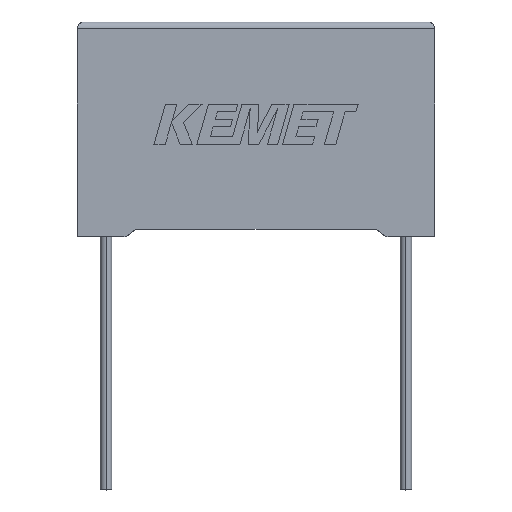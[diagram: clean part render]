
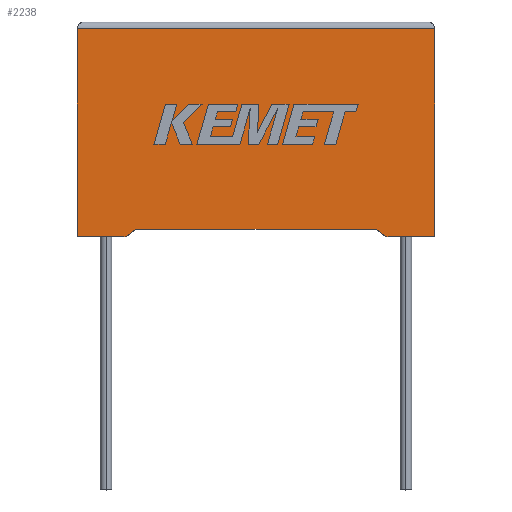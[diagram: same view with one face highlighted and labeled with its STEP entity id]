
A CAD part, top view. The second image highlights one B-rep face of the part: STEP entity #2238.
In plain terms, the highlighted planar face has unit normal (0, 0, 1).
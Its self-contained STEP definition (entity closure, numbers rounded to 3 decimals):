
#13 = VERTEX_POINT ( 'NONE', #1564 ) ;
#17 = VERTEX_POINT ( 'NONE', #3031 ) ;
#24 = LINE ( 'NONE', #959, #812 ) ;
#63 = ORIENTED_EDGE ( 'NONE', *, *, #1558, .F. ) ;
#101 = ORIENTED_EDGE ( 'NONE', *, *, #651, .T. ) ;
#214 = CARTESIAN_POINT ( 'NONE',  ( 26.8, 15.6, 7.2 ) ) ;
#247 = CARTESIAN_POINT ( 'NONE',  ( 4.394, 0.555, 7.2 ) ) ;
#296 = LINE ( 'NONE', #1703, #2492 ) ;
#321 = LINE ( 'NONE', #1733, #2396 ) ;
#322 = DIRECTION ( 'NONE',  ( -1., 0., 0. ) ) ;
#354 = DIRECTION ( 'NONE',  ( 1., 0., 0. ) ) ;
#417 = ORIENTED_EDGE ( 'NONE', *, *, #905, .T. ) ;
#566 = CARTESIAN_POINT ( 'NONE',  ( 23.15, 0., 7.2 ) ) ;
#591 = PLANE ( 'NONE',  #1065 ) ;
#648 = LINE ( 'NONE', #852, #3051 ) ;
#651 = EDGE_CURVE ( 'NONE', #13, #733, #795, .T. ) ;
#733 = VERTEX_POINT ( 'NONE', #1650 ) ;
#768 = DIRECTION ( 'NONE',  ( 0.802, -0.598, 0. ) ) ;
#795 = LINE ( 'NONE', #566, #2899 ) ;
#809 = DIRECTION ( 'NONE',  ( -1., 0., 0. ) ) ;
#812 = VECTOR ( 'NONE', #1953, 1000. ) ;
#814 = EDGE_CURVE ( 'NONE', #1845, #1620, #24, .T. ) ;
#852 = CARTESIAN_POINT ( 'NONE',  ( 3.65, 0., 7.2 ) ) ;
#905 = EDGE_CURVE ( 'NONE', #1620, #17, #2030, .T. ) ;
#959 = CARTESIAN_POINT ( 'NONE',  ( 0., 15.6, 7.2 ) ) ;
#1065 = AXIS2_PLACEMENT_3D ( 'NONE', #1517, #2944, #322 ) ;
#1222 = CARTESIAN_POINT ( 'NONE',  ( 26.8, 0., 7.2 ) ) ;
#1231 = DIRECTION ( 'NONE',  ( 1., 0., 0. ) ) ;
#1320 = VERTEX_POINT ( 'NONE', #1739 ) ;
#1328 = DIRECTION ( 'NONE',  ( 0., -1., 0. ) ) ;
#1343 = EDGE_CURVE ( 'NONE', #733, #2071, #321, .T. ) ;
#1459 = DIRECTION ( 'NONE',  ( 0., 1., 0. ) ) ;
#1517 = CARTESIAN_POINT ( 'NONE',  ( 0., 0., 7.2 ) ) ;
#1524 = ORIENTED_EDGE ( 'NONE', *, *, #1343, .T. ) ;
#1530 = FACE_OUTER_BOUND ( 'NONE', #3044, .T. ) ;
#1558 = EDGE_CURVE ( 'NONE', #13, #3004, #1907, .T. ) ;
#1564 = CARTESIAN_POINT ( 'NONE',  ( 22.406, 0.555, 7.2 ) ) ;
#1602 = EDGE_CURVE ( 'NONE', #17, #1320, #296, .T. ) ;
#1620 = VERTEX_POINT ( 'NONE', #3016 ) ;
#1637 = EDGE_CURVE ( 'NONE', #3004, #1320, #648, .T. ) ;
#1650 = CARTESIAN_POINT ( 'NONE',  ( 23.15, 0., 7.2 ) ) ;
#1703 = CARTESIAN_POINT ( 'NONE',  ( 0., 0., 7.2 ) ) ;
#1733 = CARTESIAN_POINT ( 'NONE',  ( 0., 0., 7.2 ) ) ;
#1739 = CARTESIAN_POINT ( 'NONE',  ( 3.65, 0., 7.2 ) ) ;
#1803 = ORIENTED_EDGE ( 'NONE', *, *, #1637, .F. ) ;
#1845 = VERTEX_POINT ( 'NONE', #214 ) ;
#1907 = LINE ( 'NONE', #2201, #2807 ) ;
#1947 = VECTOR ( 'NONE', #1459, 1000. ) ;
#1953 = DIRECTION ( 'NONE',  ( -1., 0., 0. ) ) ;
#2030 = LINE ( 'NONE', #2257, #3045 ) ;
#2038 = ORIENTED_EDGE ( 'NONE', *, *, #1602, .T. ) ;
#2071 = VERTEX_POINT ( 'NONE', #2178 ) ;
#2080 = EDGE_CURVE ( 'NONE', #2071, #1845, #2827, .T. ) ;
#2178 = CARTESIAN_POINT ( 'NONE',  ( 26.8, 0., 7.2 ) ) ;
#2201 = CARTESIAN_POINT ( 'NONE',  ( 13.4, 0.555, 7.2 ) ) ;
#2238 = ADVANCED_FACE ( 'NONE', ( #1530 ), #591, .F. ) ;
#2257 = CARTESIAN_POINT ( 'NONE',  ( 0., 0., 7.2 ) ) ;
#2396 = VECTOR ( 'NONE', #354, 1000. ) ;
#2428 = ORIENTED_EDGE ( 'NONE', *, *, #2080, .T. ) ;
#2492 = VECTOR ( 'NONE', #1231, 1000. ) ;
#2561 = ORIENTED_EDGE ( 'NONE', *, *, #814, .T. ) ;
#2807 = VECTOR ( 'NONE', #809, 1000. ) ;
#2827 = LINE ( 'NONE', #1222, #1947 ) ;
#2899 = VECTOR ( 'NONE', #768, 1000. ) ;
#2944 = DIRECTION ( 'NONE',  ( 0., 0., -1. ) ) ;
#3000 = DIRECTION ( 'NONE',  ( -0.802, -0.598, 0. ) ) ;
#3004 = VERTEX_POINT ( 'NONE', #247 ) ;
#3016 = CARTESIAN_POINT ( 'NONE',  ( 0., 15.6, 7.2 ) ) ;
#3031 = CARTESIAN_POINT ( 'NONE',  ( 0., 0., 7.2 ) ) ;
#3044 = EDGE_LOOP ( 'NONE', ( #2428, #2561, #417, #2038, #1803, #63, #101, #1524 ) ) ;
#3045 = VECTOR ( 'NONE', #1328, 1000. ) ;
#3051 = VECTOR ( 'NONE', #3000, 1000. ) ;
